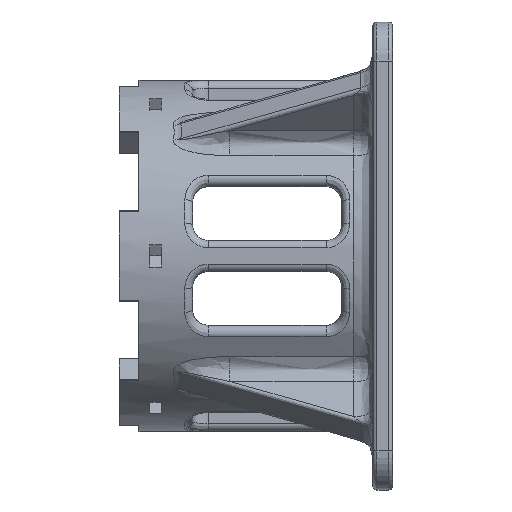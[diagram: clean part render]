
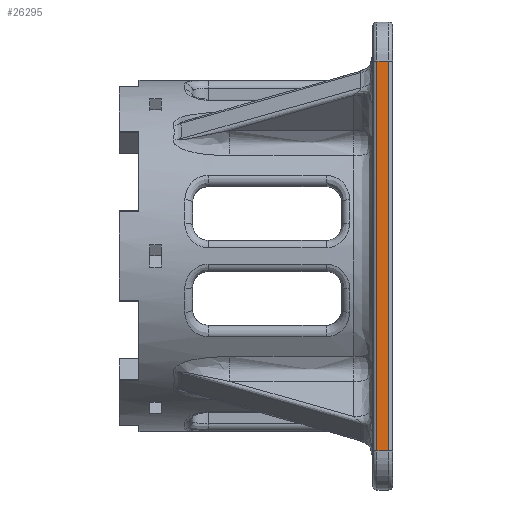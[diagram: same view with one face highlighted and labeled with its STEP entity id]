
A CAD part, left-side view. The second image highlights one B-rep face of the part: STEP entity #26295.
In plain terms, the highlighted planar face has unit normal (-1, 0, 0).
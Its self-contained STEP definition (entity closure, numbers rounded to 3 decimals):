
#94 = CARTESIAN_POINT ( 'NONE',  ( -60., 5., 60. ) ) ;
#228 = DIRECTION ( 'NONE',  ( 0., 0., -1. ) ) ;
#504 = AXIS2_PLACEMENT_3D ( 'NONE', #94, #19968, #228 ) ;
#1275 = CARTESIAN_POINT ( 'NONE',  ( -60., 4., 50. ) ) ;
#2696 = EDGE_LOOP ( 'NONE', ( #22347, #28315, #12173, #28446 ) ) ;
#3899 = EDGE_CURVE ( 'NONE', #4581, #17290, #22810, .T. ) ;
#4581 = VERTEX_POINT ( 'NONE', #16377 ) ;
#5260 = LINE ( 'NONE', #14025, #9241 ) ;
#5811 = EDGE_CURVE ( 'NONE', #19361, #4581, #17491, .T. ) ;
#6976 = CARTESIAN_POINT ( 'NONE',  ( -60., 5., 50. ) ) ;
#7413 = CARTESIAN_POINT ( 'NONE',  ( -60., 5., -50. ) ) ;
#9241 = VECTOR ( 'NONE', #9429, 1000. ) ;
#9429 = DIRECTION ( 'NONE',  ( 0., 0., 1. ) ) ;
#9445 = VECTOR ( 'NONE', #16188, 1000. ) ;
#10160 = VECTOR ( 'NONE', #26969, 1000. ) ;
#10858 = CARTESIAN_POINT ( 'NONE',  ( -60., 4., 60. ) ) ;
#11177 = FACE_OUTER_BOUND ( 'NONE', #2696, .T. ) ;
#12173 = ORIENTED_EDGE ( 'NONE', *, *, #25043, .T. ) ;
#14025 = CARTESIAN_POINT ( 'NONE',  ( -60., 1., 60. ) ) ;
#15317 = DIRECTION ( 'NONE',  ( 0., 0., -1. ) ) ;
#15788 = PLANE ( 'NONE',  #504 ) ;
#15935 = VERTEX_POINT ( 'NONE', #20420 ) ;
#16188 = DIRECTION ( 'NONE',  ( 0., -1., 0. ) ) ;
#16377 = CARTESIAN_POINT ( 'NONE',  ( -60., 4., -50. ) ) ;
#17290 = VERTEX_POINT ( 'NONE', #26821 ) ;
#17491 = LINE ( 'NONE', #10858, #19607 ) ;
#19361 = VERTEX_POINT ( 'NONE', #1275 ) ;
#19607 = VECTOR ( 'NONE', #15317, 1000. ) ;
#19793 = LINE ( 'NONE', #6976, #10160 ) ;
#19968 = DIRECTION ( 'NONE',  ( 1., 0., 0. ) ) ;
#20420 = CARTESIAN_POINT ( 'NONE',  ( -60., 1., 50. ) ) ;
#21832 = EDGE_CURVE ( 'NONE', #17290, #15935, #5260, .T. ) ;
#22347 = ORIENTED_EDGE ( 'NONE', *, *, #3899, .T. ) ;
#22810 = LINE ( 'NONE', #7413, #9445 ) ;
#25043 = EDGE_CURVE ( 'NONE', #15935, #19361, #19793, .T. ) ;
#26295 = ADVANCED_FACE ( 'NONE', ( #11177 ), #15788, .F. ) ;
#26821 = CARTESIAN_POINT ( 'NONE',  ( -60., 1., -50. ) ) ;
#26969 = DIRECTION ( 'NONE',  ( 0., 1., 0. ) ) ;
#28315 = ORIENTED_EDGE ( 'NONE', *, *, #21832, .T. ) ;
#28446 = ORIENTED_EDGE ( 'NONE', *, *, #5811, .T. ) ;
